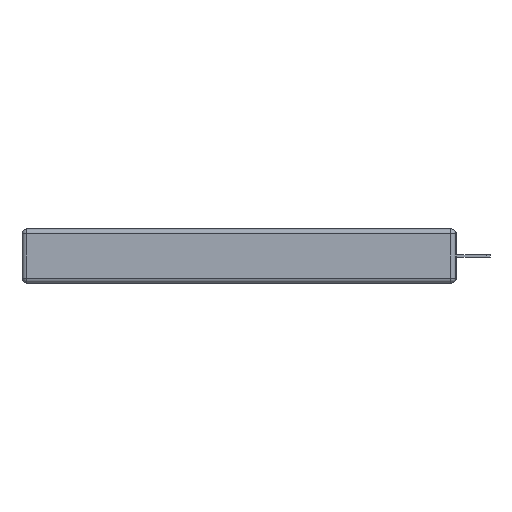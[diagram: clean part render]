
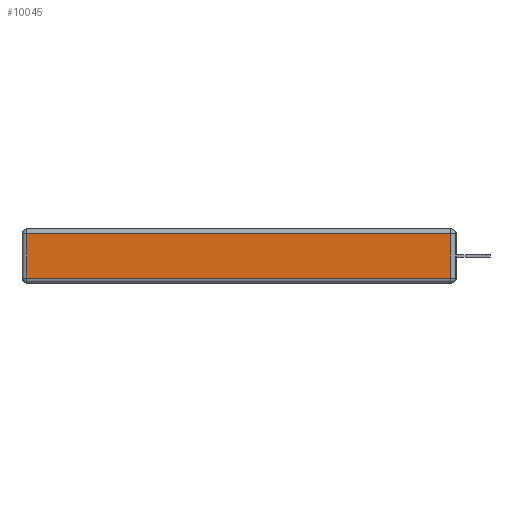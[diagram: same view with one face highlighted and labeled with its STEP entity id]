
A CAD part, left-side view. The second image highlights one B-rep face of the part: STEP entity #10045.
In plain terms, the highlighted planar face has unit normal (-1, 0, 0).
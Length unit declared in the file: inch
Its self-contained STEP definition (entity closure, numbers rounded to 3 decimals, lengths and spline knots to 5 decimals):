
#345 = VERTEX_POINT ( 'NONE', #15565 ) ;
#508 = CARTESIAN_POINT ( 'NONE',  ( 0., 0.03, -0.343 ) ) ;
#720 = VERTEX_POINT ( 'NONE', #3124 ) ;
#934 = CARTESIAN_POINT ( 'NONE',  ( 0., 2.72, -0.03 ) ) ;
#1892 = AXIS2_PLACEMENT_3D ( 'NONE', #16493, #4878, #4742 ) ;
#1908 = LINE ( 'NONE', #10538, #12578 ) ;
#1991 = EDGE_CURVE ( 'NONE', #345, #12195, #10160, .T. ) ;
#2562 = LINE ( 'NONE', #9266, #7473 ) ;
#3124 = CARTESIAN_POINT ( 'NONE',  ( 0., 0.03, -0.03 ) ) ;
#3984 = DIRECTION ( 'NONE',  ( 0., 0., -1. ) ) ;
#4124 = LINE ( 'NONE', #508, #15855 ) ;
#4339 = ORIENTED_EDGE ( 'NONE', *, *, #1991, .T. ) ;
#4742 = DIRECTION ( 'NONE',  ( 0., 0., 1. ) ) ;
#4772 = CARTESIAN_POINT ( 'NONE',  ( 0., 0., -0.313 ) ) ;
#4832 = DIRECTION ( 'NONE',  ( 0., -1., 0. ) ) ;
#4878 = DIRECTION ( 'NONE',  ( -1., 0., 0. ) ) ;
#6022 = ORIENTED_EDGE ( 'NONE', *, *, #14936, .T. ) ;
#7417 = CARTESIAN_POINT ( 'NONE',  ( 0., 0.03, -0.313 ) ) ;
#7473 = VECTOR ( 'NONE', #3984, 39.37008 ) ;
#8340 = ORIENTED_EDGE ( 'NONE', *, *, #9637, .T. ) ;
#8597 = DIRECTION ( 'NONE',  ( 0., 0., 1. ) ) ;
#9266 = CARTESIAN_POINT ( 'NONE',  ( 0., 2.72, -0.343 ) ) ;
#9335 = VECTOR ( 'NONE', #4832, 39.37008 ) ;
#9339 = EDGE_LOOP ( 'NONE', ( #4339, #8340, #10761, #6022 ) ) ;
#9637 = EDGE_CURVE ( 'NONE', #12195, #720, #4124, .T. ) ;
#10045 = ADVANCED_FACE ( 'NONE', ( #12350 ), #12749, .T. ) ;
#10160 = LINE ( 'NONE', #4772, #9335 ) ;
#10538 = CARTESIAN_POINT ( 'NONE',  ( 0., 2.75, -0.03 ) ) ;
#10761 = ORIENTED_EDGE ( 'NONE', *, *, #15551, .T. ) ;
#11729 = VERTEX_POINT ( 'NONE', #934 ) ;
#12195 = VERTEX_POINT ( 'NONE', #7417 ) ;
#12350 = FACE_OUTER_BOUND ( 'NONE', #9339, .T. ) ;
#12578 = VECTOR ( 'NONE', #14829, 39.37008 ) ;
#12749 = PLANE ( 'NONE',  #1892 ) ;
#14829 = DIRECTION ( 'NONE',  ( 0., 1., 0. ) ) ;
#14936 = EDGE_CURVE ( 'NONE', #11729, #345, #2562, .T. ) ;
#15551 = EDGE_CURVE ( 'NONE', #720, #11729, #1908, .T. ) ;
#15565 = CARTESIAN_POINT ( 'NONE',  ( 0., 2.72, -0.313 ) ) ;
#15855 = VECTOR ( 'NONE', #8597, 39.37008 ) ;
#16493 = CARTESIAN_POINT ( 'NONE',  ( 0., 0., -0.343 ) ) ;
